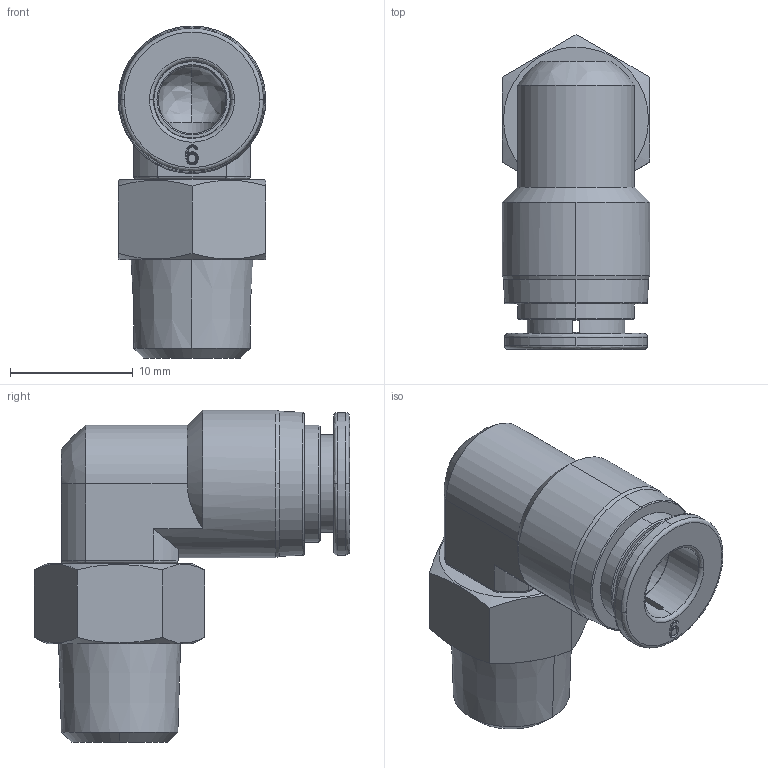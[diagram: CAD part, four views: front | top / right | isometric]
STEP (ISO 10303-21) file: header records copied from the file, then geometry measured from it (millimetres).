
FILE_DESCRIPTION (( 'STEP AP214' ), '1' );
FILE_NAME ('ME6M-18R-SS.step', '2018-03-13T19:21:46', ( '' ), ( '' ), 'SwSTEP 2.0', 'SolidWorks 2017', '' );
FILE_SCHEMA (( 'AUTOMOTIVE_DESIGN' ));
Length unit declared in the file: inch
Products named in the file (1): ME6M-18R-SS
Bounding box: 12 x 25.63 x 27 mm (x, y, z)
Volume: 2805.8 mm3; surface area: 2759.4 mm2
Topology: 2 solids, 2 shells, 122 faces, 305 edges, 193 vertices
Faces by surface type: bspline 33, cylinder 33, plane 31, cone 25
Entity records: 4664 total; most frequent: CARTESIAN_POINT 1892, ORIENTED_EDGE 606, DIRECTION 511, EDGE_CURVE 303, AXIS2_PLACEMENT_3D 207, VERTEX_POINT 193, EDGE_LOOP 138, FACE_OUTER_BOUND 122
